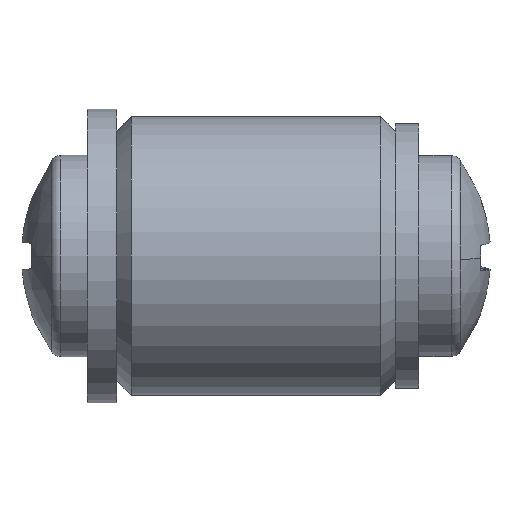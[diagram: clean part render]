
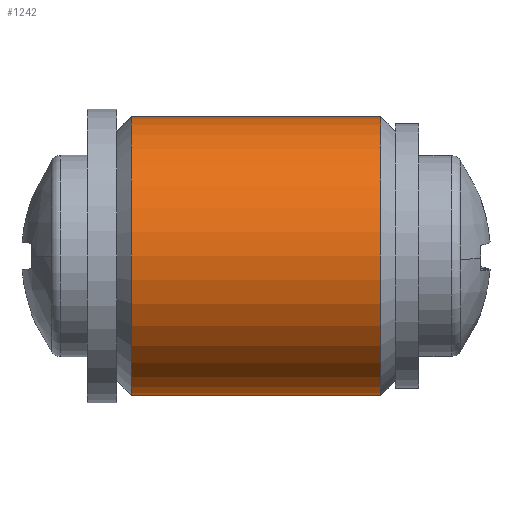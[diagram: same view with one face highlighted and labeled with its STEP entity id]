
A CAD part, left-side view. The second image highlights one B-rep face of the part: STEP entity #1242.
In plain terms, the highlighted cylindrical face has radius 4.75 mm (diameter 9.5 mm), a partial arc.
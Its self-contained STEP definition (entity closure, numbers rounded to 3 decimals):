
#44 = DIRECTION ( 'NONE',  ( 0., 0., 1. ) ) ;
#104 = CARTESIAN_POINT ( 'NONE',  ( 0., 9., 0. ) ) ;
#125 = LINE ( 'NONE', #1410, #918 ) ;
#144 = EDGE_LOOP ( 'NONE', ( #629, #588, #564, #775 ) ) ;
#171 = VERTEX_POINT ( 'NONE', #211 ) ;
#180 = DIRECTION ( 'NONE',  ( 0., 0., -1. ) ) ;
#194 = VERTEX_POINT ( 'NONE', #217 ) ;
#211 = CARTESIAN_POINT ( 'NONE',  ( 0., 9., 4.75 ) ) ;
#217 = CARTESIAN_POINT ( 'NONE',  ( 0., 9., -4.75 ) ) ;
#219 = EDGE_CURVE ( 'NONE', #171, #194, #676, .T. ) ;
#222 = DIRECTION ( 'NONE',  ( 0., 0., 1. ) ) ;
#248 = VECTOR ( 'NONE', #1099, 1000. ) ;
#249 = CIRCLE ( 'NONE', #1469, 4.75 ) ;
#265 = CYLINDRICAL_SURFACE ( 'NONE', #1131, 4.75 ) ;
#278 = CARTESIAN_POINT ( 'NONE',  ( 0., 9.5, -4.75 ) ) ;
#308 = DIRECTION ( 'NONE',  ( 0., -1., 0. ) ) ;
#407 = AXIS2_PLACEMENT_3D ( 'NONE', #104, #928, #222 ) ;
#488 = VERTEX_POINT ( 'NONE', #1320 ) ;
#564 = ORIENTED_EDGE ( 'NONE', *, *, #1348, .T. ) ;
#588 = ORIENTED_EDGE ( 'NONE', *, *, #219, .T. ) ;
#629 = ORIENTED_EDGE ( 'NONE', *, *, #1040, .F. ) ;
#635 = EDGE_CURVE ( 'NONE', #488, #1419, #249, .T. ) ;
#639 = FACE_OUTER_BOUND ( 'NONE', #144, .T. ) ;
#676 = CIRCLE ( 'NONE', #407, 4.75 ) ;
#773 = DIRECTION ( 'NONE',  ( 0., 1., 0. ) ) ;
#775 = ORIENTED_EDGE ( 'NONE', *, *, #635, .T. ) ;
#845 = LINE ( 'NONE', #278, #248 ) ;
#918 = VECTOR ( 'NONE', #1068, 1000. ) ;
#928 = DIRECTION ( 'NONE',  ( 0., -1., 0. ) ) ;
#1013 = CARTESIAN_POINT ( 'NONE',  ( 0., 9.5, 0. ) ) ;
#1040 = EDGE_CURVE ( 'NONE', #171, #1419, #125, .T. ) ;
#1068 = DIRECTION ( 'NONE',  ( 0., -1., 0. ) ) ;
#1099 = DIRECTION ( 'NONE',  ( 0., -1., 0. ) ) ;
#1131 = AXIS2_PLACEMENT_3D ( 'NONE', #1013, #308, #180 ) ;
#1242 = ADVANCED_FACE ( 'NONE', ( #639 ), #265, .T. ) ;
#1320 = CARTESIAN_POINT ( 'NONE',  ( 0., 0.5, -4.75 ) ) ;
#1348 = EDGE_CURVE ( 'NONE', #194, #488, #845, .T. ) ;
#1410 = CARTESIAN_POINT ( 'NONE',  ( 0., 9.5, 4.75 ) ) ;
#1419 = VERTEX_POINT ( 'NONE', #1458 ) ;
#1447 = CARTESIAN_POINT ( 'NONE',  ( 0., 0.5, 0. ) ) ;
#1458 = CARTESIAN_POINT ( 'NONE',  ( 0., 0.5, 4.75 ) ) ;
#1469 = AXIS2_PLACEMENT_3D ( 'NONE', #1447, #773, #44 ) ;
